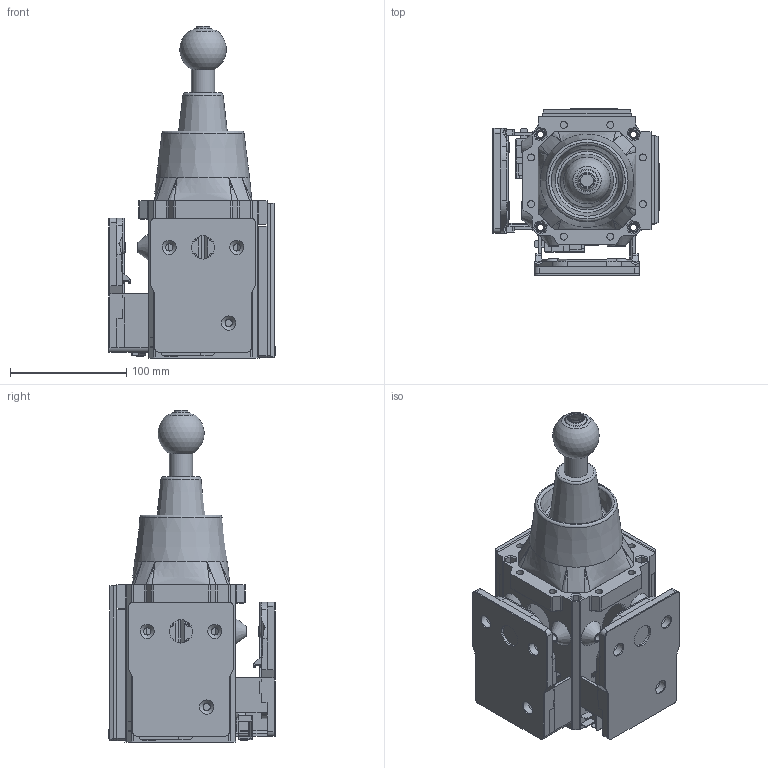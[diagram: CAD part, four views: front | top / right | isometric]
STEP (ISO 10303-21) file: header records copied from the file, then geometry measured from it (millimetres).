
FILE_DESCRIPTION(('STEP AP214'), '1');
FILE_NAME('Ñáîðêà äâîéíàÿ', '', ('UNSPECIFIED'), ('UNSPECIFIED'), 'C3D Converter', 'C3D Toolkit', '');
FILE_SCHEMA(('AUTOMOTIVE_DESIGN { 1 0 10303 214 3 1 1}'));
Length unit declared in the file: millimetre
Bounding box: 143.1 x 143.1 x 285.2 mm (x, y, z)
Volume: 434184.2 mm3; surface area: 303573.8 mm2
Topology: 4 solids, 12 shells, 1647 faces, 4134 edges, 2590 vertices
Faces by surface type: plane 1277, cylinder 255, cone 81, bspline 26, torus 7, sphere 1
Full cylindrical faces by diameter (mm): 2 x4, 2.5 x2, 3 x16, 3.3 x8, 3.5 x2, 3.8 x7, 3.9 x4, 4 x8, 4.2 x4, 4.3 x8, 5.3 x4, 6 x20, 6.2 x6, 6.4 x10, 7.9 x4, 8.5 x6, 9 x4, 9.3 x4, 9.5 x2, 12 x1, 12.2 x12, 20 x5, 30 x4, 32 x4
Entity records: 58213 total; most frequent: CARTESIAN_POINT 16470, ORIENTED_EDGE 7777, DIRECTION 7668, EDGE_CURVE 3903, LINE 3086, VECTOR 3086, VERTEX_POINT 2592, AXIS2_PLACEMENT_3D 2291
